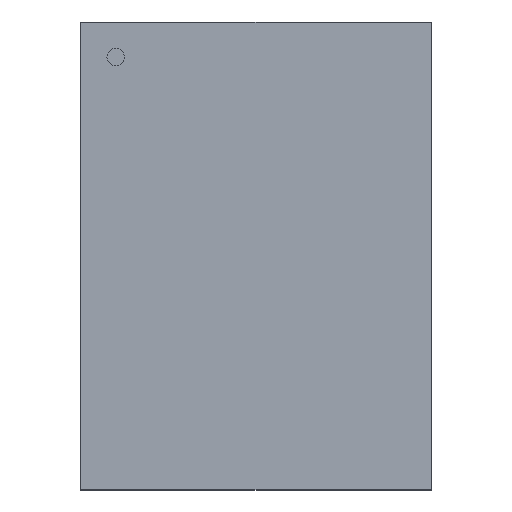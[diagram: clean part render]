
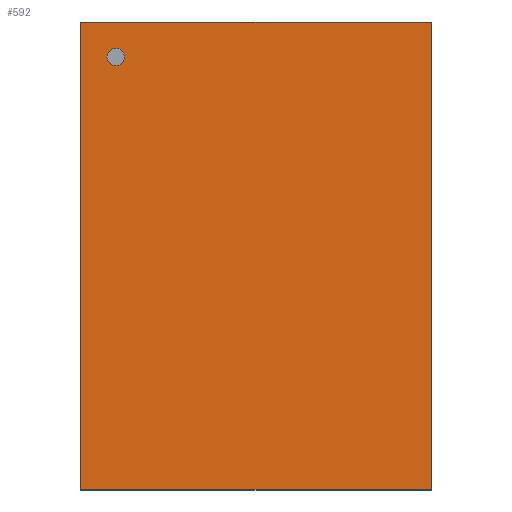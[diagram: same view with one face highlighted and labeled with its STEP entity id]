
A CAD part, top view. The second image highlights one B-rep face of the part: STEP entity #592.
In plain terms, the highlighted planar face has unit normal (0, 0, 1).
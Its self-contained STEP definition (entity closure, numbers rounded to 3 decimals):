
#368=CARTESIAN_POINT('',(2.997,-4.0,1.194));
#367=VERTEX_POINT('',#368);
#378=CARTESIAN_POINT('',(-2.997,-4.0,1.194));
#377=VERTEX_POINT('',#378);
#376=EDGE_CURVE('',#377,#367,#381,.T.);
#381=LINE('',#378,#383);
#383=VECTOR('',#384,5.994);
#384=DIRECTION('',(1.0,0.0,0.0));
#417=CARTESIAN_POINT('',(2.997,4.0,1.194));
#416=VERTEX_POINT('',#417);
#425=EDGE_CURVE('',#367,#416,#430,.T.);
#430=LINE('',#368,#432);
#432=VECTOR('',#433,8.001);
#433=DIRECTION('',(0.0,1.0,0.0));
#466=CARTESIAN_POINT('',(-2.997,4.0,1.194));
#465=VERTEX_POINT('',#466);
#474=EDGE_CURVE('',#416,#465,#479,.T.);
#479=LINE('',#417,#481);
#481=VECTOR('',#482,5.994);
#482=DIRECTION('',(-1.0,0.0,0.0));
#523=EDGE_CURVE('',#465,#377,#528,.T.);
#528=LINE('',#466,#530);
#530=VECTOR('',#531,8.001);
#531=DIRECTION('',(0.0,-1.0,0.0));
#592=ADVANCED_FACE('',(#598),#593,.T.);
#593=PLANE('',#594);
#594=AXIS2_PLACEMENT_3D('',#595,#596,#597);
#595=CARTESIAN_POINT('',(-2.997,-4.0,1.194));
#596=DIRECTION('',(0.0,0.0,1.0));
#597=DIRECTION('',(0.,1.,0.));
#598=FACE_OUTER_BOUND('',#599,.T.);
#599=EDGE_LOOP('',(#600,#610,#620,#630));
#600=ORIENTED_EDGE('',*,*,#376,.T.);
#610=ORIENTED_EDGE('',*,*,#425,.T.);
#620=ORIENTED_EDGE('',*,*,#474,.T.);
#630=ORIENTED_EDGE('',*,*,#523,.T.);
